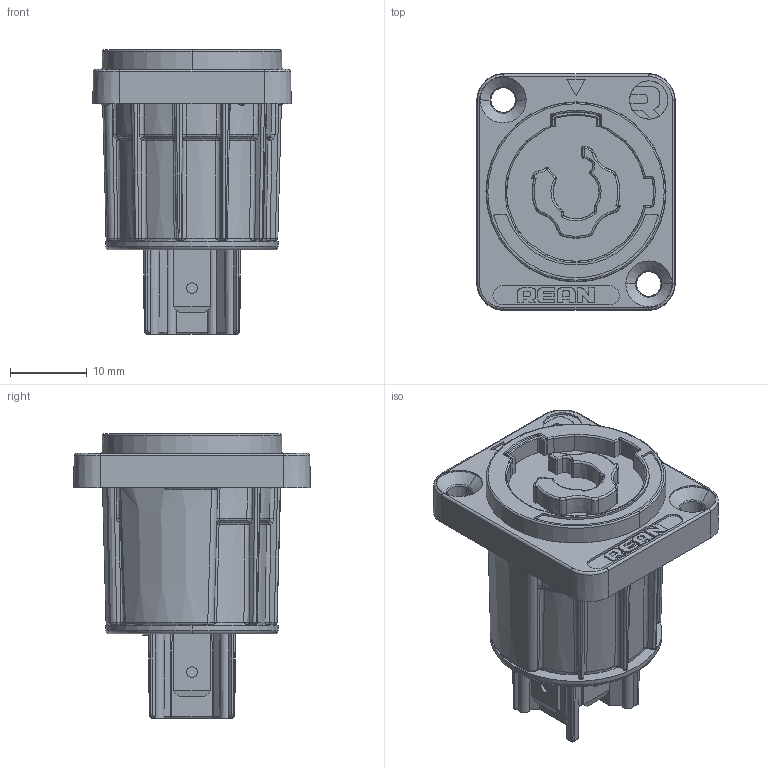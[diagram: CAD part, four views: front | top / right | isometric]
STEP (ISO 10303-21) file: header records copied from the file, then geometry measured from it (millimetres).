
FILE_DESCRIPTION((''),'2;1');
FILE_NAME('RRAC3I-G-000','2020-12-02T13:55:42',('phk'),(''),'CREO PARAMETRIC BY PTC INC, 2019080','CREO PARAMETRIC BY PTC INC, 2019080','');
FILE_SCHEMA(('CONFIG_CONTROL_DESIGN'));
Products named in the file (1): RRAC3I-G-000
Bounding box: 25.9 x 30.9 x 37.1 mm (x, y, z)
Volume: 10809.5 mm3; surface area: 5988.8 mm2
Topology: 1 solids, 4 shells, 1128 faces, 2777 edges, 1693 vertices
Faces by surface type: plane 331, bspline 212, cylinder 179, extrusion 170, cone 94, torus 86, sphere 56
Entity records: 47615 total; most frequent: CARTESIAN_POINT 23184, ORIENTED_EDGE 5550, DIRECTION 4240, EDGE_CURVE 2775, VERTEX_POINT 1693, AXIS2_PLACEMENT_3D 1486, VECTOR 1268, EDGE_LOOP 1186
